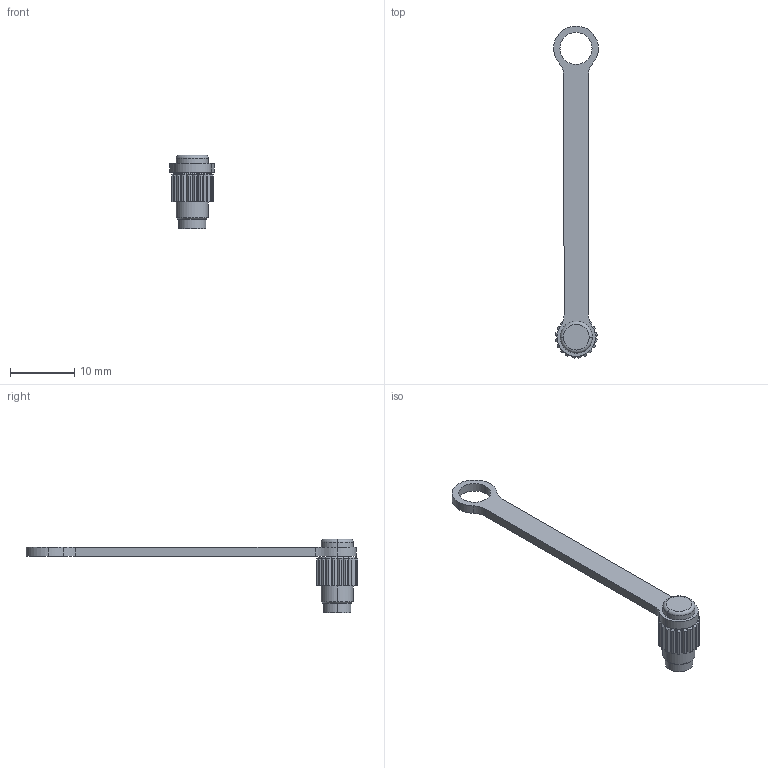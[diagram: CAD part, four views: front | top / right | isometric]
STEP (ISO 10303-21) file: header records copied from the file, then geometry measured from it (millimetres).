
FILE_DESCRIPTION (( 'STEP AP203' ), '1' );
FILE_NAME ('M5 譫芛滅鳥裔.STEP', '2020-06-02T12:38:02', ( 'edpusr' ), ( 'Microsoft' ), 'SwSTEP 2.0', 'SolidWorks 2015', '' );
FILE_SCHEMA (( 'CONFIG_CONTROL_DESIGN' ));
Length unit declared in the file: millimetre
Products named in the file (1): M5 譫芛滅鳥裔
Bounding box: 7 x 51.73 x 11.5 mm (x, y, z)
Volume: 468.8 mm3; surface area: 891.8 mm2
Topology: 1 solids, 1 shells, 149 faces, 390 edges, 251 vertices
Faces by surface type: cylinder 71, plane 52, cone 24, torus 2
Entity records: 5058 total; most frequent: CARTESIAN_POINT 1343, ORIENTED_EDGE 780, DIRECTION 751, EDGE_CURVE 390, AXIS2_PLACEMENT_3D 295, VERTEX_POINT 251, VECTOR 161, LINE 161
